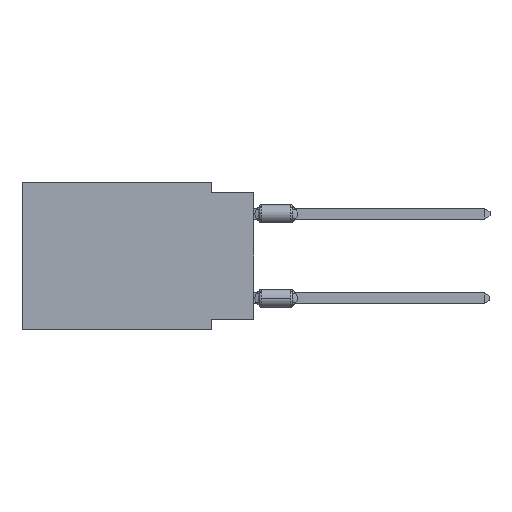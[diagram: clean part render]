
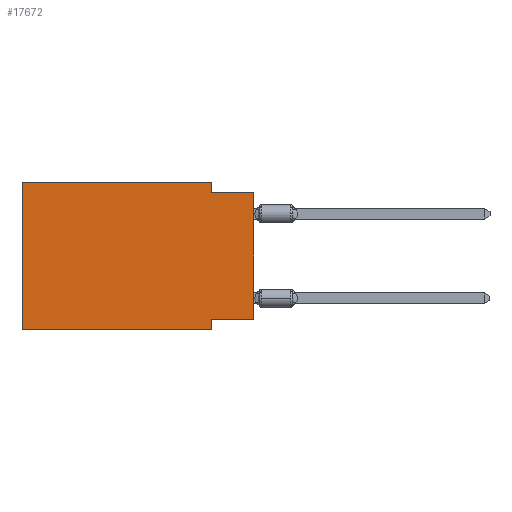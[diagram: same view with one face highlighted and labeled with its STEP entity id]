
A CAD part, left-side view. The second image highlights one B-rep face of the part: STEP entity #17672.
In plain terms, the highlighted planar face has unit normal (-1, 0, 0).
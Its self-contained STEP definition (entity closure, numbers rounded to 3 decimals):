
#92 = VECTOR ( 'NONE', #5880, 1000. ) ;
#210 = VERTEX_POINT ( 'NONE', #11604 ) ;
#265 = VERTEX_POINT ( 'NONE', #997 ) ;
#316 = CARTESIAN_POINT ( 'NONE',  ( 0., 0., -8.255 ) ) ;
#619 = EDGE_CURVE ( 'NONE', #8743, #8645, #13305, .T. ) ;
#696 = CARTESIAN_POINT ( 'NONE',  ( 0., 13.97, 0. ) ) ;
#765 = ORIENTED_EDGE ( 'NONE', *, *, #5583, .F. ) ;
#859 = ORIENTED_EDGE ( 'NONE', *, *, #619, .F. ) ;
#997 = CARTESIAN_POINT ( 'NONE',  ( 0., 0., -0.635 ) ) ;
#1185 = CARTESIAN_POINT ( 'NONE',  ( 0., 2.54, -0.635 ) ) ;
#1633 = LINE ( 'NONE', #12753, #2829 ) ;
#1823 = CARTESIAN_POINT ( 'NONE',  ( 0., 0., 0. ) ) ;
#2195 = VECTOR ( 'NONE', #6108, 1000. ) ;
#2401 = CARTESIAN_POINT ( 'NONE',  ( 0., 13.97, 0. ) ) ;
#2424 = CARTESIAN_POINT ( 'NONE',  ( 0., 13.97, 0. ) ) ;
#2716 = ORIENTED_EDGE ( 'NONE', *, *, #5259, .F. ) ;
#2829 = VECTOR ( 'NONE', #12844, 1000. ) ;
#2852 = LINE ( 'NONE', #5456, #12570 ) ;
#2948 = VECTOR ( 'NONE', #16037, 1000. ) ;
#4731 = CARTESIAN_POINT ( 'NONE',  ( 0., 0., -0.635 ) ) ;
#5259 = EDGE_CURVE ( 'NONE', #210, #16738, #14011, .T. ) ;
#5456 = CARTESIAN_POINT ( 'NONE',  ( 0., 13.97, -8.89 ) ) ;
#5583 = EDGE_CURVE ( 'NONE', #8645, #265, #17429, .T. ) ;
#5641 = EDGE_LOOP ( 'NONE', ( #16312, #765, #859, #9943, #2716, #11491, #14184, #7080 ) ) ;
#5880 = DIRECTION ( 'NONE',  ( 0., 1., 0. ) ) ;
#6108 = DIRECTION ( 'NONE',  ( 0., 0., -1. ) ) ;
#6351 = DIRECTION ( 'NONE',  ( 0., 0., 1. ) ) ;
#6354 = CARTESIAN_POINT ( 'NONE',  ( 0., 2.54, 0. ) ) ;
#6505 = AXIS2_PLACEMENT_3D ( 'NONE', #2401, #6672, #13707 ) ;
#6539 = VECTOR ( 'NONE', #10535, 1000. ) ;
#6672 = DIRECTION ( 'NONE',  ( 1., 0., 0. ) ) ;
#7080 = ORIENTED_EDGE ( 'NONE', *, *, #10326, .F. ) ;
#8145 = FACE_OUTER_BOUND ( 'NONE', #5641, .T. ) ;
#8575 = VERTEX_POINT ( 'NONE', #13320 ) ;
#8645 = VERTEX_POINT ( 'NONE', #1185 ) ;
#8696 = CARTESIAN_POINT ( 'NONE',  ( 0., 2.54, -8.89 ) ) ;
#8743 = VERTEX_POINT ( 'NONE', #18147 ) ;
#8982 = EDGE_CURVE ( 'NONE', #13152, #265, #10533, .T. ) ;
#9943 = ORIENTED_EDGE ( 'NONE', *, *, #14276, .F. ) ;
#10326 = EDGE_CURVE ( 'NONE', #13152, #8575, #13008, .T. ) ;
#10533 = LINE ( 'NONE', #1823, #17801 ) ;
#10535 = DIRECTION ( 'NONE',  ( 0., 0., -1. ) ) ;
#11132 = DIRECTION ( 'NONE',  ( 0., 0., 1. ) ) ;
#11190 = DIRECTION ( 'NONE',  ( 0., -1., 0. ) ) ;
#11222 = VECTOR ( 'NONE', #11132, 1000. ) ;
#11310 = EDGE_CURVE ( 'NONE', #8575, #14138, #13055, .T. ) ;
#11491 = ORIENTED_EDGE ( 'NONE', *, *, #12795, .T. ) ;
#11604 = CARTESIAN_POINT ( 'NONE',  ( 0., 13.97, -8.89 ) ) ;
#12570 = VECTOR ( 'NONE', #11190, 1000. ) ;
#12753 = CARTESIAN_POINT ( 'NONE',  ( 0., 13.97, 0. ) ) ;
#12795 = EDGE_CURVE ( 'NONE', #210, #14138, #2852, .T. ) ;
#12844 = DIRECTION ( 'NONE',  ( 0., -1., 0. ) ) ;
#13008 = LINE ( 'NONE', #316, #92 ) ;
#13055 = LINE ( 'NONE', #8696, #2195 ) ;
#13152 = VERTEX_POINT ( 'NONE', #17940 ) ;
#13305 = LINE ( 'NONE', #6354, #6539 ) ;
#13320 = CARTESIAN_POINT ( 'NONE',  ( 0., 2.54, -8.255 ) ) ;
#13707 = DIRECTION ( 'NONE',  ( 0., 0., -1. ) ) ;
#13806 = PLANE ( 'NONE',  #6505 ) ;
#14011 = LINE ( 'NONE', #2424, #11222 ) ;
#14138 = VERTEX_POINT ( 'NONE', #16746 ) ;
#14184 = ORIENTED_EDGE ( 'NONE', *, *, #11310, .F. ) ;
#14276 = EDGE_CURVE ( 'NONE', #16738, #8743, #1633, .T. ) ;
#16037 = DIRECTION ( 'NONE',  ( 0., -1., 0. ) ) ;
#16312 = ORIENTED_EDGE ( 'NONE', *, *, #8982, .T. ) ;
#16738 = VERTEX_POINT ( 'NONE', #696 ) ;
#16746 = CARTESIAN_POINT ( 'NONE',  ( 0., 2.54, -8.89 ) ) ;
#17429 = LINE ( 'NONE', #4731, #2948 ) ;
#17672 = ADVANCED_FACE ( 'NONE', ( #8145 ), #13806, .F. ) ;
#17801 = VECTOR ( 'NONE', #6351, 1000. ) ;
#17940 = CARTESIAN_POINT ( 'NONE',  ( 0., 0., -8.255 ) ) ;
#18147 = CARTESIAN_POINT ( 'NONE',  ( 0., 2.54, 0. ) ) ;
